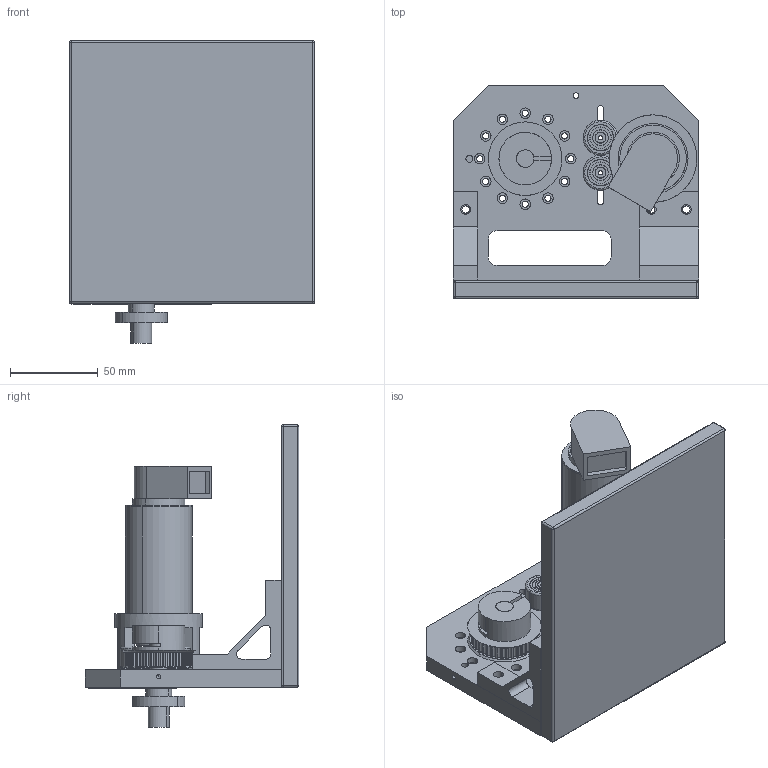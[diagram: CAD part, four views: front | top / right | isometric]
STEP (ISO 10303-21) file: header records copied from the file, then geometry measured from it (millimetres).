
FILE_DESCRIPTION (( 'STEP AP203' ), '1' );
FILE_NAME ('base.STEP', '2016-03-28T12:54:10', ( '' ), ( '' ), 'SwSTEP 2.0', 'SolidWorks 2013', '' );
FILE_SCHEMA (( 'CONFIG_CONTROL_DESIGN' ));
Length unit declared in the file: millimetre
Products named in the file (16): base; HBLUS5; 6900ZZ; RT21-1102A; RT21-1104A; RT21-1103A; RT21-1105A; Motor 3863; RT21-1109A-1; RT21-1106A; RT21-1110A; RT21-1107A; basic; 696ZZ; RT21-1108A; HBLUD5
Assembly tree (17 placements, depth 2):
  base
    RT21-1102A
    RT21-1103A
    Motor 3863
    RT21-1106A  x2
    RT21-1107A  x2
    696ZZ  x2
    HBLUD5
    HBLUS5
    6900ZZ
    RT21-1104A
    RT21-1105A
    RT21-1109A-1
    basic
    RT21-1108A
  RT21-1110A
Bounding box: 140 x 122 x 172.9 mm (x, y, z)
Volume: 514053.9 mm3; surface area: 152152.4 mm2
Topology: 18 solids, 18 shells, 740 faces, 1836 edges, 1168 vertices
Faces by surface type: cylinder 468, plane 172, torus 56, cone 36, sphere 8
Entity records: 23023 total; most frequent: DIRECTION 4100, CARTESIAN_POINT 3774, ORIENTED_EDGE 3396, AXIS2_PLACEMENT_3D 1708, EDGE_CURVE 1698, VERTEX_POINT 1100, CIRCLE 1004, EDGE_LOOP 866
